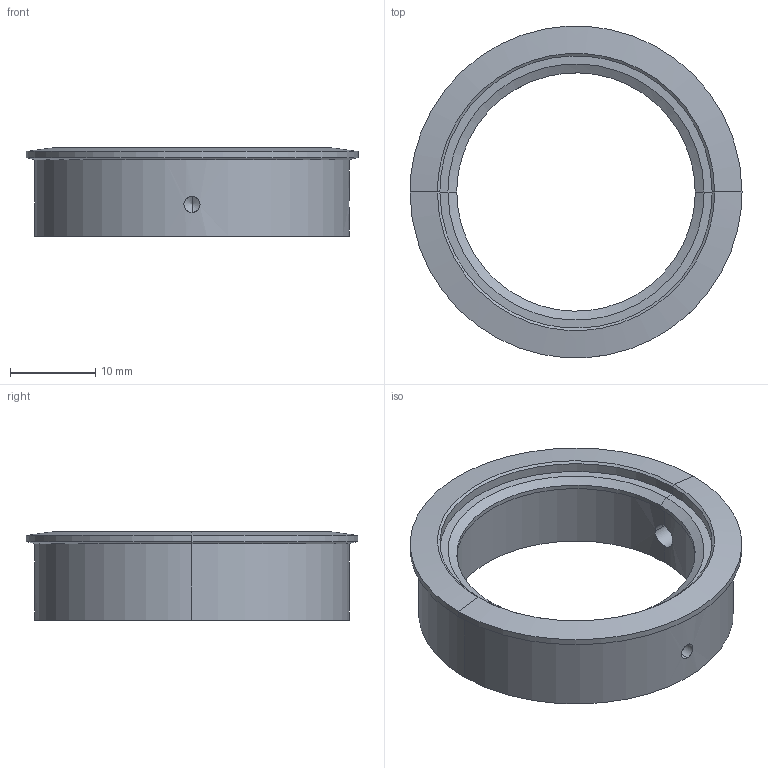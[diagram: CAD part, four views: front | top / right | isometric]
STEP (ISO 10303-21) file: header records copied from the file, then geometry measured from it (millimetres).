
FILE_DESCRIPTION(/* description */ (''),/* implementation_level */ '2;1');
FILE_NAME(/* name */ 'cerclage STEP',/* time_stamp */ '2024-07-31T10:40:18+02:00',/* author */ (''),/* organization */ (''),/* preprocessor_version */ 'ST-DEVELOPER v16.5',/* originating_system */ 'Rhino 7.28',/* authorisation */ '');
FILE_SCHEMA (('CONFIG_CONTROL_DESIGN'));
Length unit declared in the file: millimetre
Products named in the file (1): Document
Bounding box: 39 x 38.94 x 10.4 mm (x, y, z)
Volume: 4057.1 mm3; surface area: 3264.4 mm2
Topology: 1 solids, 1 shells, 34 faces, 80 edges, 42 vertices
Faces by surface type: cylinder 16, bspline 14, plane 4
Entity records: 1256 total; most frequent: CARTESIAN_POINT 700, ORIENTED_EDGE 152, EDGE_CURVE 76, VERTEX_POINT 42, EDGE_LOOP 36, ADVANCED_FACE 34, FACE_OUTER_BOUND 34, B_SPLINE_CURVE_WITH_KNOTS 28
